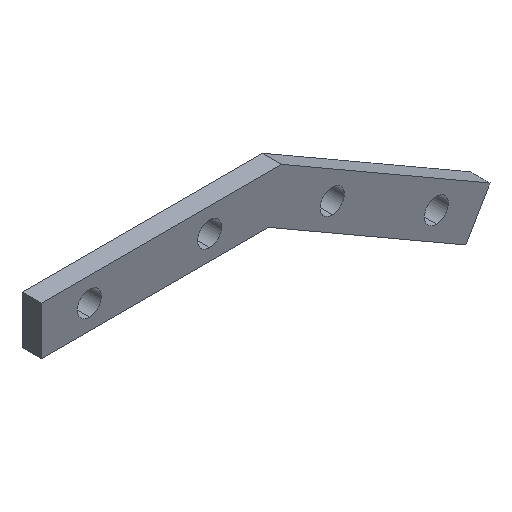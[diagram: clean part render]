
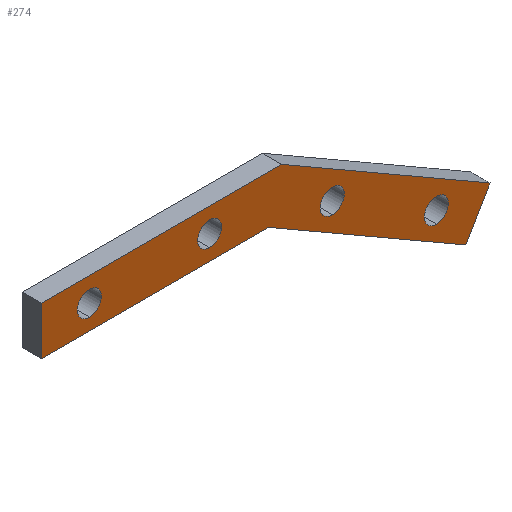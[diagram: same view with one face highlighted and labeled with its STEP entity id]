
A CAD part, isometric view. The second image highlights one B-rep face of the part: STEP entity #274.
In plain terms, the highlighted planar face has unit normal (0, -1, 0).
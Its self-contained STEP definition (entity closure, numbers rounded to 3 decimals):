
#1 = VERTEX_POINT ( 'NONE', #306 ) ;
#6 = EDGE_CURVE ( 'NONE', #7, #8, #142, .T. ) ;
#7 = VERTEX_POINT ( 'NONE', #283 ) ;
#8 = VERTEX_POINT ( 'NONE', #168 ) ;
#14 = EDGE_CURVE ( 'NONE', #8, #1, #130, .T. ) ;
#23 = EDGE_CURVE ( 'NONE', #29, #209, #265, .T. ) ;
#25 = EDGE_CURVE ( 'NONE', #1, #29, #177, .T. ) ;
#29 = VERTEX_POINT ( 'NONE', #178 ) ;
#43 = EDGE_CURVE ( 'NONE', #81, #79, #241, .T. ) ;
#51 = VERTEX_POINT ( 'NONE', #153 ) ;
#63 = EDGE_CURVE ( 'NONE', #96, #51, #446, .T. ) ;
#69 = VERTEX_POINT ( 'NONE', #511 ) ;
#71 = EDGE_CURVE ( 'NONE', #90, #69, #352, .T. ) ;
#79 = VERTEX_POINT ( 'NONE', #420 ) ;
#81 = VERTEX_POINT ( 'NONE', #421 ) ;
#90 = VERTEX_POINT ( 'NONE', #363 ) ;
#93 = EDGE_CURVE ( 'NONE', #95, #98, #424, .T. ) ;
#95 = VERTEX_POINT ( 'NONE', #343 ) ;
#96 = VERTEX_POINT ( 'NONE', #342 ) ;
#98 = VERTEX_POINT ( 'NONE', #508 ) ;
#117 = DIRECTION ( 'NONE',  ( 1., 0., 0. ) ) ;
#118 = VECTOR ( 'NONE', #117, 1000. ) ;
#121 = ORIENTED_EDGE ( 'NONE', *, *, #93, .T. ) ;
#122 = ORIENTED_EDGE ( 'NONE', *, *, #63, .T. ) ;
#123 = ORIENTED_EDGE ( 'NONE', *, *, #124, .T. ) ;
#124 = EDGE_CURVE ( 'NONE', #98, #95, #411, .T. ) ;
#129 = CARTESIAN_POINT ( 'NONE',  ( 0., 0., 0. ) ) ;
#130 = LINE ( 'NONE', #129, #118 ) ;
#139 = DIRECTION ( 'NONE',  ( 0., 0., 1. ) ) ;
#140 = VECTOR ( 'NONE', #139, 1000. ) ;
#141 = CARTESIAN_POINT ( 'NONE',  ( 0., 0., -10. ) ) ;
#142 = LINE ( 'NONE', #141, #140 ) ;
#153 = CARTESIAN_POINT ( 'NONE',  ( 35., 0., -2.5 ) ) ;
#160 = DIRECTION ( 'NONE',  ( 0., 0., 1. ) ) ;
#168 = CARTESIAN_POINT ( 'NONE',  ( 0., 0., 0. ) ) ;
#174 = AXIS2_PLACEMENT_3D ( 'NONE', #299, #240, #160 ) ;
#175 = DIRECTION ( 'NONE',  ( 0.866, 0., -0.5 ) ) ;
#176 = VECTOR ( 'NONE', #175, 1000. ) ;
#177 = LINE ( 'NONE', #269, #176 ) ;
#178 = CARTESIAN_POINT ( 'NONE',  ( 93.301, 0., -25. ) ) ;
#198 = EDGE_CURVE ( 'NONE', #69, #90, #387, .T. ) ;
#199 = ORIENTED_EDGE ( 'NONE', *, *, #293, .T. ) ;
#200 = ORIENTED_EDGE ( 'NONE', *, *, #71, .T. ) ;
#201 = EDGE_LOOP ( 'NONE', ( #199, #202 ) ) ;
#202 = ORIENTED_EDGE ( 'NONE', *, *, #43, .T. ) ;
#203 = ORIENTED_EDGE ( 'NONE', *, *, #278, .F. ) ;
#204 = ORIENTED_EDGE ( 'NONE', *, *, #25, .F. ) ;
#206 = EDGE_CURVE ( 'NONE', #209, #280, #376, .T. ) ;
#209 = VERTEX_POINT ( 'NONE', #377 ) ;
#210 = EDGE_LOOP ( 'NONE', ( #211, #200 ) ) ;
#211 = ORIENTED_EDGE ( 'NONE', *, *, #198, .T. ) ;
#223 = ORIENTED_EDGE ( 'NONE', *, *, #206, .F. ) ;
#225 = ORIENTED_EDGE ( 'NONE', *, *, #23, .F. ) ;
#227 = EDGE_LOOP ( 'NONE', ( #123, #121 ) ) ;
#240 = DIRECTION ( 'NONE',  ( 0., 1., 0. ) ) ;
#241 = CIRCLE ( 'NONE', #174, 2.5 ) ;
#256 = CARTESIAN_POINT ( 'NONE',  ( 93.301, 0., -25. ) ) ;
#263 = DIRECTION ( 'NONE',  ( -0.5, 0., -0.866 ) ) ;
#264 = VECTOR ( 'NONE', #263, 1000. ) ;
#265 = LINE ( 'NONE', #256, #264 ) ;
#269 = CARTESIAN_POINT ( 'NONE',  ( 50., 0., 0. ) ) ;
#273 = EDGE_LOOP ( 'NONE', ( #275, #122 ) ) ;
#274 = ADVANCED_FACE ( 'NONE', ( #390, #372, #325, #318, #321 ), #331, .F. ) ;
#275 = ORIENTED_EDGE ( 'NONE', *, *, #276, .T. ) ;
#276 = EDGE_CURVE ( 'NONE', #51, #96, #314, .T. ) ;
#278 = EDGE_CURVE ( 'NONE', #280, #7, #478, .T. ) ;
#280 = VERTEX_POINT ( 'NONE', #474 ) ;
#283 = CARTESIAN_POINT ( 'NONE',  ( 0., 0., -10. ) ) ;
#293 = EDGE_CURVE ( 'NONE', #79, #81, #316, .T. ) ;
#294 = EDGE_LOOP ( 'NONE', ( #295, #203, #223, #225, #204, #308 ) ) ;
#295 = ORIENTED_EDGE ( 'NONE', *, *, #6, .F. ) ;
#299 = CARTESIAN_POINT ( 'NONE',  ( 60.49, 0., -11.83 ) ) ;
#306 = CARTESIAN_POINT ( 'NONE',  ( 50., 0., 0. ) ) ;
#308 = ORIENTED_EDGE ( 'NONE', *, *, #14, .F. ) ;
#311 = DIRECTION ( 'NONE',  ( 0., 0., 1. ) ) ;
#312 = DIRECTION ( 'NONE',  ( 0., 1., 0. ) ) ;
#313 = CARTESIAN_POINT ( 'NONE',  ( 0., 0., 0. ) ) ;
#314 = CIRCLE ( 'NONE', #317, 2.5 ) ;
#315 = AXIS2_PLACEMENT_3D ( 'NONE', #466, #454, #453 ) ;
#316 = CIRCLE ( 'NONE', #315, 2.5 ) ;
#317 = AXIS2_PLACEMENT_3D ( 'NONE', #483, #482, #481 ) ;
#318 = FACE_BOUND ( 'NONE', #201, .T. ) ;
#321 = FACE_OUTER_BOUND ( 'NONE', #294, .T. ) ;
#322 = AXIS2_PLACEMENT_3D ( 'NONE', #313, #312, #311 ) ;
#325 = FACE_BOUND ( 'NONE', #210, .T. ) ;
#331 = PLANE ( 'NONE',  #322 ) ;
#340 = DIRECTION ( 'NONE',  ( 0., 1., 0. ) ) ;
#341 = CARTESIAN_POINT ( 'NONE',  ( 10., 0., -5. ) ) ;
#342 = CARTESIAN_POINT ( 'NONE',  ( 35., 0., -7.5 ) ) ;
#343 = CARTESIAN_POINT ( 'NONE',  ( 10., 0., -7.5 ) ) ;
#349 = AXIS2_PLACEMENT_3D ( 'NONE', #341, #340, #510 ) ;
#352 = CIRCLE ( 'NONE', #512, 2.5 ) ;
#356 = CARTESIAN_POINT ( 'NONE',  ( 35., 0., -5. ) ) ;
#363 = CARTESIAN_POINT ( 'NONE',  ( 82.141, 0., -26.83 ) ) ;
#366 = AXIS2_PLACEMENT_3D ( 'NONE', #356, #442, #513 ) ;
#372 = FACE_BOUND ( 'NONE', #273, .T. ) ;
#374 = DIRECTION ( 'NONE',  ( -0.866, 0., 0.5 ) ) ;
#375 = VECTOR ( 'NONE', #374, 1000. ) ;
#376 = LINE ( 'NONE', #384, #375 ) ;
#377 = CARTESIAN_POINT ( 'NONE',  ( 88.301, 0., -33.66 ) ) ;
#381 = DIRECTION ( 'NONE',  ( 0., 0., 1. ) ) ;
#382 = DIRECTION ( 'NONE',  ( 0., 1., 0. ) ) ;
#383 = AXIS2_PLACEMENT_3D ( 'NONE', #489, #382, #381 ) ;
#384 = CARTESIAN_POINT ( 'NONE',  ( 88.301, 0., -33.66 ) ) ;
#387 = CIRCLE ( 'NONE', #383, 2.5 ) ;
#390 = FACE_BOUND ( 'NONE', #227, .T. ) ;
#403 = DIRECTION ( 'NONE',  ( 0., 0., 1. ) ) ;
#404 = DIRECTION ( 'NONE',  ( 0., 1., 0. ) ) ;
#405 = CARTESIAN_POINT ( 'NONE',  ( 10., 0., -5. ) ) ;
#406 = AXIS2_PLACEMENT_3D ( 'NONE', #405, #404, #403 ) ;
#411 = CIRCLE ( 'NONE', #406, 2.5 ) ;
#420 = CARTESIAN_POINT ( 'NONE',  ( 60.49, 0., -9.33 ) ) ;
#421 = CARTESIAN_POINT ( 'NONE',  ( 60.49, 0., -14.33 ) ) ;
#424 = CIRCLE ( 'NONE', #349, 2.5 ) ;
#442 = DIRECTION ( 'NONE',  ( 0., 1., 0. ) ) ;
#446 = CIRCLE ( 'NONE', #366, 2.5 ) ;
#453 = DIRECTION ( 'NONE',  ( 0., 0., 1. ) ) ;
#454 = DIRECTION ( 'NONE',  ( 0., 1., 0. ) ) ;
#457 = CARTESIAN_POINT ( 'NONE',  ( 82.141, 0., -24.33 ) ) ;
#458 = DIRECTION ( 'NONE',  ( 0., 1., 0. ) ) ;
#466 = CARTESIAN_POINT ( 'NONE',  ( 60.49, 0., -11.83 ) ) ;
#474 = CARTESIAN_POINT ( 'NONE',  ( 47.321, 0., -10. ) ) ;
#475 = DIRECTION ( 'NONE',  ( -1., 0., 0. ) ) ;
#476 = VECTOR ( 'NONE', #475, 1000. ) ;
#477 = CARTESIAN_POINT ( 'NONE',  ( 47.321, 0., -10. ) ) ;
#478 = LINE ( 'NONE', #477, #476 ) ;
#481 = DIRECTION ( 'NONE',  ( 0., 0., 1. ) ) ;
#482 = DIRECTION ( 'NONE',  ( 0., 1., 0. ) ) ;
#483 = CARTESIAN_POINT ( 'NONE',  ( 35., 0., -5. ) ) ;
#487 = DIRECTION ( 'NONE',  ( 0., 0., 1. ) ) ;
#489 = CARTESIAN_POINT ( 'NONE',  ( 82.141, 0., -24.33 ) ) ;
#508 = CARTESIAN_POINT ( 'NONE',  ( 10., 0., -2.5 ) ) ;
#510 = DIRECTION ( 'NONE',  ( 0., 0., 1. ) ) ;
#511 = CARTESIAN_POINT ( 'NONE',  ( 82.141, 0., -21.83 ) ) ;
#512 = AXIS2_PLACEMENT_3D ( 'NONE', #457, #458, #487 ) ;
#513 = DIRECTION ( 'NONE',  ( 0., 0., 1. ) ) ;
